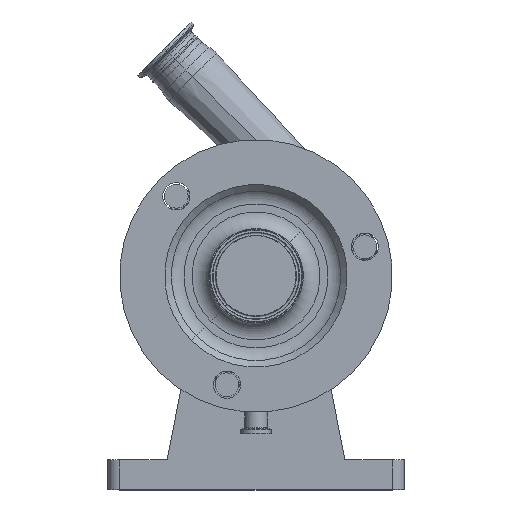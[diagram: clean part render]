
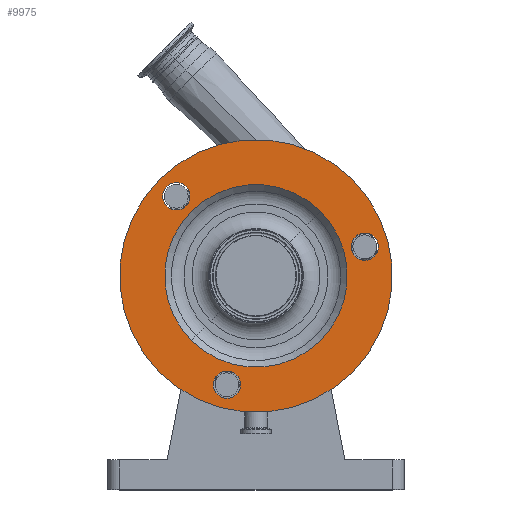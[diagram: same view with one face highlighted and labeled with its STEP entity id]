
A CAD part, top view. The second image highlights one B-rep face of the part: STEP entity #9975.
In plain terms, the highlighted planar face has unit normal (0, 0, 1).
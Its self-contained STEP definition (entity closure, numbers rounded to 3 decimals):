
#9 = VERTEX_POINT ( 'NONE', #12393 ) ;
#35 = EDGE_CURVE ( 'NONE', #9, #24664, #12471, .T. ) ;
#4924 = CIRCLE ( 'NONE', #4968, 11.5 ) ;
#4965 = DIRECTION ( 'NONE',  ( 0.707, 0.707, 0. ) ) ;
#4966 = DIRECTION ( 'NONE',  ( 0., 0., 1. ) ) ;
#4967 = CARTESIAN_POINT ( 'NONE',  ( -67.175, 67.175, 215. ) ) ;
#4968 = AXIS2_PLACEMENT_3D ( 'NONE', #4967, #4966, #4965 ) ;
#5844 = CARTESIAN_POINT ( 'NONE',  ( -59.043, 75.307, 215. ) ) ;
#5850 = DIRECTION ( 'NONE',  ( -0.966, 0.259, 0. ) ) ;
#5851 = DIRECTION ( 'NONE',  ( 0., 0., 1. ) ) ;
#5852 = CARTESIAN_POINT ( 'NONE',  ( -24.588, -91.763, 215. ) ) ;
#5853 = AXIS2_PLACEMENT_3D ( 'NONE', #5852, #5851, #5850 ) ;
#5854 = CIRCLE ( 'NONE', #5853, 11.5 ) ;
#5857 = CARTESIAN_POINT ( 'NONE',  ( -75.307, 59.043, 215. ) ) ;
#5874 = CARTESIAN_POINT ( 'NONE',  ( -13.48, -94.739, 215. ) ) ;
#5883 = CARTESIAN_POINT ( 'NONE',  ( -35.696, -88.787, 215. ) ) ;
#6108 = CARTESIAN_POINT ( 'NONE',  ( 94.739, 13.48, 215. ) ) ;
#9880 = ORIENTED_EDGE ( 'NONE', *, *, #17836, .F. ) ;
#9936 = EDGE_LOOP ( 'NONE', ( #9955, #9880 ) ) ;
#9939 = EDGE_CURVE ( 'NONE', #10235, #10215, #13958, .T. ) ;
#9949 = EDGE_LOOP ( 'NONE', ( #9977, #9986 ) ) ;
#9953 = ORIENTED_EDGE ( 'NONE', *, *, #35, .F. ) ;
#9954 = EDGE_CURVE ( 'NONE', #24664, #9, #13990, .T. ) ;
#9955 = ORIENTED_EDGE ( 'NONE', *, *, #9989, .F. ) ;
#9956 = ORIENTED_EDGE ( 'NONE', *, *, #9969, .T. ) ;
#9957 = ORIENTED_EDGE ( 'NONE', *, *, #10249, .T. ) ;
#9958 = ORIENTED_EDGE ( 'NONE', *, *, #9939, .F. ) ;
#9960 = EDGE_LOOP ( 'NONE', ( #9957, #9956 ) ) ;
#9961 = ORIENTED_EDGE ( 'NONE', *, *, #10241, .F. ) ;
#9966 = EDGE_LOOP ( 'NONE', ( #9968, #9953 ) ) ;
#9968 = ORIENTED_EDGE ( 'NONE', *, *, #9954, .F. ) ;
#9969 = EDGE_CURVE ( 'NONE', #10202, #10252, #13682, .T. ) ;
#9971 = EDGE_CURVE ( 'NONE', #19242, #19243, #18099, .T. ) ;
#9975 = ADVANCED_FACE ( 'NONE', ( #18109, #18107, #18105, #18104, #18102 ), #18106, .F. ) ;
#9977 = ORIENTED_EDGE ( 'NONE', *, *, #9971, .F. ) ;
#9986 = ORIENTED_EDGE ( 'NONE', *, *, #18262, .F. ) ;
#9989 = EDGE_CURVE ( 'NONE', #18657, #18455, #18095, .T. ) ;
#9991 = EDGE_LOOP ( 'NONE', ( #9958, #9961 ) ) ;
#10202 = VERTEX_POINT ( 'NONE', #18586 ) ;
#10215 = VERTEX_POINT ( 'NONE', #18559 ) ;
#10235 = VERTEX_POINT ( 'NONE', #18633 ) ;
#10241 = EDGE_CURVE ( 'NONE', #10215, #10235, #18631, .T. ) ;
#10249 = EDGE_CURVE ( 'NONE', #10252, #10202, #18637, .T. ) ;
#10252 = VERTEX_POINT ( 'NONE', #18664 ) ;
#12393 = CARTESIAN_POINT ( 'NONE',  ( 88.787, 35.696, 215. ) ) ;
#12461 = DIRECTION ( 'NONE',  ( 0.259, -0.966, 0. ) ) ;
#12462 = DIRECTION ( 'NONE',  ( 0., 0., 1. ) ) ;
#12464 = CARTESIAN_POINT ( 'NONE',  ( 91.763, 24.588, 215. ) ) ;
#12471 = CIRCLE ( 'NONE', #12483, 11.5 ) ;
#12483 = AXIS2_PLACEMENT_3D ( 'NONE', #12464, #12462, #12461 ) ;
#13626 = AXIS2_PLACEMENT_3D ( 'NONE', #13680, #13679, #13630 ) ;
#13630 = DIRECTION ( 'NONE',  ( 0.707, 0.707, 0. ) ) ;
#13679 = DIRECTION ( 'NONE',  ( 0., 0., 1. ) ) ;
#13680 = CARTESIAN_POINT ( 'NONE',  ( 0., 0., 215. ) ) ;
#13682 = CIRCLE ( 'NONE', #13626, 115. ) ;
#13958 = CIRCLE ( 'NONE', #13989, 77. ) ;
#13974 = DIRECTION ( 'NONE',  ( 0.259, -0.966, 0. ) ) ;
#13975 = DIRECTION ( 'NONE',  ( 0., 0., 1. ) ) ;
#13976 = CARTESIAN_POINT ( 'NONE',  ( 91.763, 24.588, 215. ) ) ;
#13977 = AXIS2_PLACEMENT_3D ( 'NONE', #13976, #13975, #13974 ) ;
#13986 = DIRECTION ( 'NONE',  ( 0.707, 0.707, 0. ) ) ;
#13987 = DIRECTION ( 'NONE',  ( 0., 0., 1. ) ) ;
#13988 = CARTESIAN_POINT ( 'NONE',  ( 0., 0., 215. ) ) ;
#13989 = AXIS2_PLACEMENT_3D ( 'NONE', #13988, #13987, #13986 ) ;
#13990 = CIRCLE ( 'NONE', #13977, 11.5 ) ;
#17836 = EDGE_CURVE ( 'NONE', #18455, #18657, #4924, .T. ) ;
#18081 = CARTESIAN_POINT ( 'NONE',  ( -67.175, 67.175, 215. ) ) ;
#18082 = DIRECTION ( 'NONE',  ( -0.707, -0.707, 0. ) ) ;
#18083 = DIRECTION ( 'NONE',  ( 0., 0., -1. ) ) ;
#18089 = AXIS2_PLACEMENT_3D ( 'NONE', #18108, #18083, #18082 ) ;
#18090 = DIRECTION ( 'NONE',  ( -0.966, 0.259, 0. ) ) ;
#18091 = DIRECTION ( 'NONE',  ( 0., 0., 1. ) ) ;
#18092 = CARTESIAN_POINT ( 'NONE',  ( -24.588, -91.763, 215. ) ) ;
#18093 = AXIS2_PLACEMENT_3D ( 'NONE', #18092, #18091, #18090 ) ;
#18095 = CIRCLE ( 'NONE', #18124, 11.5 ) ;
#18099 = CIRCLE ( 'NONE', #18093, 11.5 ) ;
#18102 = FACE_BOUND ( 'NONE', #9991, .T. ) ;
#18104 = FACE_OUTER_BOUND ( 'NONE', #9960, .T. ) ;
#18105 = FACE_BOUND ( 'NONE', #9936, .T. ) ;
#18106 = PLANE ( 'NONE',  #18089 ) ;
#18107 = FACE_BOUND ( 'NONE', #9949, .T. ) ;
#18108 = CARTESIAN_POINT ( 'NONE',  ( -27.577, 27.577, 215. ) ) ;
#18109 = FACE_BOUND ( 'NONE', #9966, .T. ) ;
#18119 = DIRECTION ( 'NONE',  ( 0.707, 0.707, 0. ) ) ;
#18120 = DIRECTION ( 'NONE',  ( 0., 0., 1. ) ) ;
#18124 = AXIS2_PLACEMENT_3D ( 'NONE', #18081, #18120, #18119 ) ;
#18262 = EDGE_CURVE ( 'NONE', #19243, #19242, #5854, .T. ) ;
#18455 = VERTEX_POINT ( 'NONE', #5857 ) ;
#18559 = CARTESIAN_POINT ( 'NONE',  ( -54.447, -54.447, 215. ) ) ;
#18586 = CARTESIAN_POINT ( 'NONE',  ( -81.317, -81.317, 215. ) ) ;
#18612 = CARTESIAN_POINT ( 'NONE',  ( 0., 0., 215. ) ) ;
#18618 = AXIS2_PLACEMENT_3D ( 'NONE', #18612, #18661, #18660 ) ;
#18621 = DIRECTION ( 'NONE',  ( 0.707, 0.707, 0. ) ) ;
#18622 = DIRECTION ( 'NONE',  ( 0., 0., 1. ) ) ;
#18623 = CARTESIAN_POINT ( 'NONE',  ( 0., 0., 215. ) ) ;
#18624 = AXIS2_PLACEMENT_3D ( 'NONE', #18623, #18622, #18621 ) ;
#18631 = CIRCLE ( 'NONE', #18624, 77. ) ;
#18633 = CARTESIAN_POINT ( 'NONE',  ( 54.447, 54.447, 215. ) ) ;
#18637 = CIRCLE ( 'NONE', #18618, 115. ) ;
#18657 = VERTEX_POINT ( 'NONE', #5844 ) ;
#18660 = DIRECTION ( 'NONE',  ( 0.707, 0.707, 0. ) ) ;
#18661 = DIRECTION ( 'NONE',  ( 0., 0., 1. ) ) ;
#18664 = CARTESIAN_POINT ( 'NONE',  ( 81.317, 81.317, 215. ) ) ;
#19242 = VERTEX_POINT ( 'NONE', #5883 ) ;
#19243 = VERTEX_POINT ( 'NONE', #5874 ) ;
#24664 = VERTEX_POINT ( 'NONE', #6108 ) ;
